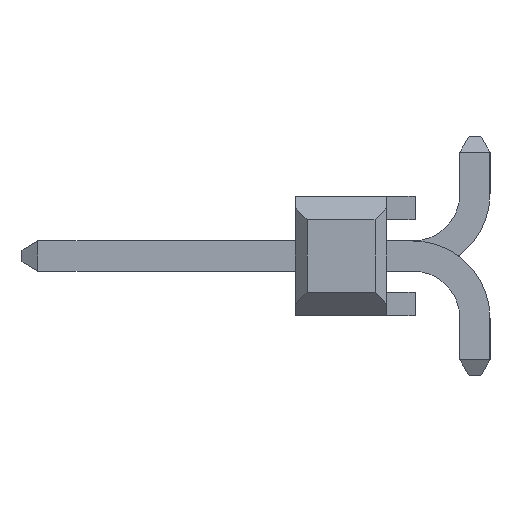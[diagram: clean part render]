
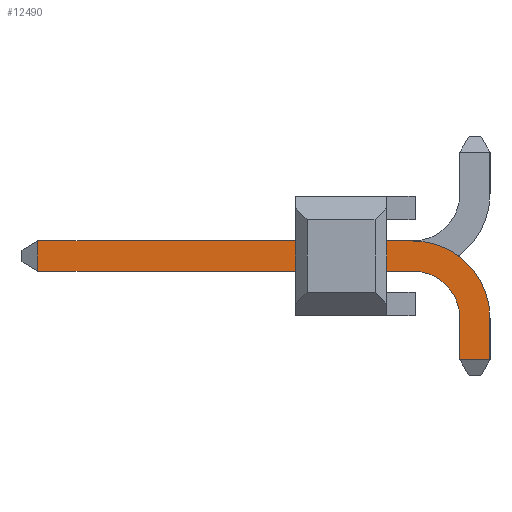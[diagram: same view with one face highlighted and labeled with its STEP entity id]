
A CAD part, left-side view. The second image highlights one B-rep face of the part: STEP entity #12490.
In plain terms, the highlighted face is planar.
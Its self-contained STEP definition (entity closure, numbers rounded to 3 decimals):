
#12063=DIRECTION('',(0.,-1.,0.));
#12064=VECTOR('',#12063,0.64);
#12065=CARTESIAN_POINT('',(0.32,0.32,5.272));
#12066=LINE('',#12065,#12064);
#12134=DIRECTION('',(0.,0.,-1.));
#12135=VECTOR('',#12134,7.952);
#12136=CARTESIAN_POINT('',(0.32,-0.32,5.272));
#12137=LINE('',#12136,#12135);
#12141=DIRECTION('',(0.,0.,-1.));
#12142=VECTOR('',#12141,7.952);
#12143=CARTESIAN_POINT('',(0.32,0.32,5.272));
#12144=LINE('',#12143,#12142);
#12148=CARTESIAN_POINT('',(0.32,-1.32,-2.68));
#12149=DIRECTION('',(-1.,0.,0.));
#12150=DIRECTION('',(0.,1.,0.));
#12151=AXIS2_PLACEMENT_3D('',#12148,#12149,#12150);
#12156=DIRECTION('',(0.,-1.,0.));
#12157=VECTOR('',#12156,0.882);
#12158=CARTESIAN_POINT('',(0.32,-1.32,-4.32));
#12159=LINE('',#12158,#12157);
#12276=DIRECTION('',(0.,-1.,0.));
#12277=VECTOR('',#12276,0.882);
#12278=CARTESIAN_POINT('',(0.32,-1.32,-3.68));
#12279=LINE('',#12278,#12277);
#12290=CARTESIAN_POINT('',(0.32,-1.32,-2.68));
#12291=DIRECTION('',(-1.,0.,0.));
#12292=DIRECTION('',(0.,1.,0.));
#12293=AXIS2_PLACEMENT_3D('',#12290,#12291,#12292);
#12305=DIRECTION('',(0.,0.,1.));
#12306=VECTOR('',#12305,0.64);
#12307=CARTESIAN_POINT('',(0.32,-2.202,-4.32));
#12308=LINE('',#12307,#12306);
#12312=CARTESIAN_POINT('',(0.32,-0.32,-2.68));
#12314=VERTEX_POINT('',#12312);
#12317=CARTESIAN_POINT('',(0.32,0.32,-2.68));
#12319=VERTEX_POINT('',#12317);
#12320=CARTESIAN_POINT('',(0.32,-1.32,-3.68));
#12322=VERTEX_POINT('',#12320);
#12325=CARTESIAN_POINT('',(0.32,-1.32,-4.32));
#12327=VERTEX_POINT('',#12325);
#12333=CARTESIAN_POINT('',(0.32,0.32,5.272));
#12335=VERTEX_POINT('',#12333);
#12338=CARTESIAN_POINT('',(0.32,-0.32,5.272));
#12339=VERTEX_POINT('',#12338);
#12348=CARTESIAN_POINT('',(0.32,-2.202,-4.32));
#12349=CARTESIAN_POINT('',(0.32,-2.202,-3.68));
#12350=VERTEX_POINT('',#12348);
#12351=VERTEX_POINT('',#12349);
#12469=CARTESIAN_POINT('',(0.32,0.32,5.61));
#12470=DIRECTION('',(1.,0.,0.));
#12471=DIRECTION('',(0.,-1.,0.));
#12472=AXIS2_PLACEMENT_3D('',#12469,#12470,#12471);
#12473=PLANE('',#12472);
#12474=ORIENTED_EDGE('',*,*,#12399,.F.);
#12476=ORIENTED_EDGE('',*,*,#12475,.T.);
#12478=ORIENTED_EDGE('',*,*,#12477,.T.);
#12480=ORIENTED_EDGE('',*,*,#12479,.T.);
#12482=ORIENTED_EDGE('',*,*,#12481,.T.);
#12484=ORIENTED_EDGE('',*,*,#12483,.F.);
#12486=ORIENTED_EDGE('',*,*,#12485,.F.);
#12487=ORIENTED_EDGE('',*,*,#12461,.F.);
#12488=EDGE_LOOP('',(#12474,#12476,#12478,#12480,#12482,#12484,#12486,#12487));
#12489=FACE_OUTER_BOUND('',#12488,.F.);
#12490=ADVANCED_FACE('',(#12489),#12473,.T.);
#12152=CIRCLE('',#12151,1.64);
#12294=CIRCLE('',#12293,1.);
#12399=EDGE_CURVE('',#12335,#12339,#12066,.T.);
#12461=EDGE_CURVE('',#12339,#12314,#12137,.T.);
#12475=EDGE_CURVE('',#12335,#12319,#12144,.T.);
#12477=EDGE_CURVE('',#12319,#12327,#12152,.T.);
#12479=EDGE_CURVE('',#12327,#12350,#12159,.T.);
#12481=EDGE_CURVE('',#12350,#12351,#12308,.T.);
#12483=EDGE_CURVE('',#12322,#12351,#12279,.T.);
#12485=EDGE_CURVE('',#12314,#12322,#12294,.T.);
